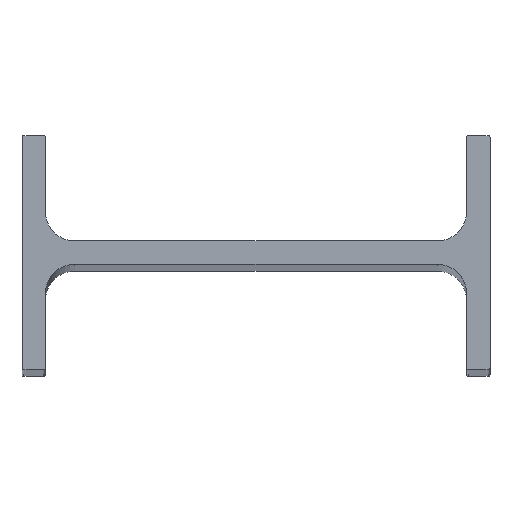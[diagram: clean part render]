
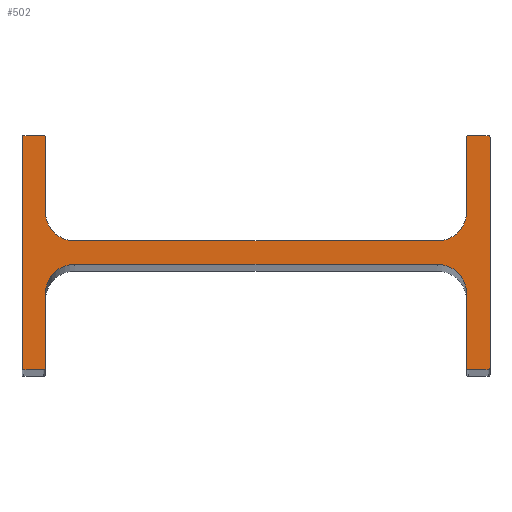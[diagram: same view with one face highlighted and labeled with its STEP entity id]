
A CAD part, top view. The second image highlights one B-rep face of the part: STEP entity #502.
In plain terms, the highlighted planar face has unit normal (0, 0, 1).
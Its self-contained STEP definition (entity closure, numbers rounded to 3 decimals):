
#28=PLANE('',#560);
#54=FACE_OUTER_BOUND('',#80,.T.);
#80=EDGE_LOOP('',(#441,#442,#443,#444,#445,#446,#447,#448,#449,#450,#451,
#452,#453,#454,#455,#456,#457,#458,#459,#460,#461,#462,#463,#464));
#83=LINE('',#723,#131);
#87=LINE('',#735,#135);
#91=LINE('',#747,#139);
#95=LINE('',#759,#143);
#99=LINE('',#771,#147);
#103=LINE('',#783,#151);
#107=LINE('',#795,#155);
#111=LINE('',#807,#159);
#115=LINE('',#819,#163);
#119=LINE('',#831,#167);
#123=LINE('',#843,#171);
#127=LINE('',#854,#175);
#131=VECTOR('',#573,10.);
#135=VECTOR('',#585,10.);
#139=VECTOR('',#597,10.);
#143=VECTOR('',#609,10.);
#147=VECTOR('',#621,10.);
#151=VECTOR('',#633,10.);
#155=VECTOR('',#645,10.);
#159=VECTOR('',#657,10.);
#163=VECTOR('',#669,10.);
#167=VECTOR('',#681,10.);
#171=VECTOR('',#693,10.);
#175=VECTOR('',#705,10.);
#177=CIRCLE('',#512,0.5);
#179=CIRCLE('',#516,0.5);
#181=CIRCLE('',#520,7.5);
#183=CIRCLE('',#524,7.5);
#185=CIRCLE('',#528,0.5);
#187=CIRCLE('',#532,0.5);
#189=CIRCLE('',#536,0.5);
#191=CIRCLE('',#540,0.5);
#193=CIRCLE('',#544,7.5);
#195=CIRCLE('',#548,7.5);
#197=CIRCLE('',#552,0.5);
#199=CIRCLE('',#556,0.5);
#201=VERTEX_POINT('',#713);
#202=VERTEX_POINT('',#714);
#205=VERTEX_POINT('',#722);
#207=VERTEX_POINT('',#728);
#209=VERTEX_POINT('',#734);
#211=VERTEX_POINT('',#740);
#213=VERTEX_POINT('',#746);
#215=VERTEX_POINT('',#752);
#217=VERTEX_POINT('',#758);
#219=VERTEX_POINT('',#764);
#221=VERTEX_POINT('',#770);
#223=VERTEX_POINT('',#776);
#225=VERTEX_POINT('',#782);
#227=VERTEX_POINT('',#788);
#229=VERTEX_POINT('',#794);
#231=VERTEX_POINT('',#800);
#233=VERTEX_POINT('',#806);
#235=VERTEX_POINT('',#812);
#237=VERTEX_POINT('',#818);
#239=VERTEX_POINT('',#824);
#241=VERTEX_POINT('',#830);
#243=VERTEX_POINT('',#836);
#245=VERTEX_POINT('',#842);
#247=VERTEX_POINT('',#848);
#249=EDGE_CURVE('',#201,#202,#177,.T.);
#253=EDGE_CURVE('',#202,#205,#83,.T.);
#256=EDGE_CURVE('',#205,#207,#179,.T.);
#259=EDGE_CURVE('',#207,#209,#87,.T.);
#262=EDGE_CURVE('',#209,#211,#181,.T.);
#265=EDGE_CURVE('',#211,#213,#91,.T.);
#268=EDGE_CURVE('',#213,#215,#183,.T.);
#271=EDGE_CURVE('',#215,#217,#95,.T.);
#274=EDGE_CURVE('',#217,#219,#185,.T.);
#277=EDGE_CURVE('',#219,#221,#99,.T.);
#280=EDGE_CURVE('',#221,#223,#187,.T.);
#283=EDGE_CURVE('',#223,#225,#103,.T.);
#286=EDGE_CURVE('',#225,#227,#189,.T.);
#289=EDGE_CURVE('',#227,#229,#107,.T.);
#292=EDGE_CURVE('',#229,#231,#191,.T.);
#295=EDGE_CURVE('',#231,#233,#111,.T.);
#298=EDGE_CURVE('',#233,#235,#193,.T.);
#301=EDGE_CURVE('',#235,#237,#115,.T.);
#304=EDGE_CURVE('',#237,#239,#195,.T.);
#307=EDGE_CURVE('',#239,#241,#119,.T.);
#310=EDGE_CURVE('',#241,#243,#197,.T.);
#313=EDGE_CURVE('',#243,#245,#123,.T.);
#316=EDGE_CURVE('',#245,#247,#199,.T.);
#319=EDGE_CURVE('',#247,#201,#127,.T.);
#441=ORIENTED_EDGE('',*,*,#286,.F.);
#442=ORIENTED_EDGE('',*,*,#283,.F.);
#443=ORIENTED_EDGE('',*,*,#280,.F.);
#444=ORIENTED_EDGE('',*,*,#277,.F.);
#445=ORIENTED_EDGE('',*,*,#274,.F.);
#446=ORIENTED_EDGE('',*,*,#271,.F.);
#447=ORIENTED_EDGE('',*,*,#268,.F.);
#448=ORIENTED_EDGE('',*,*,#265,.F.);
#449=ORIENTED_EDGE('',*,*,#262,.F.);
#450=ORIENTED_EDGE('',*,*,#259,.F.);
#451=ORIENTED_EDGE('',*,*,#256,.F.);
#452=ORIENTED_EDGE('',*,*,#253,.F.);
#453=ORIENTED_EDGE('',*,*,#249,.F.);
#454=ORIENTED_EDGE('',*,*,#319,.F.);
#455=ORIENTED_EDGE('',*,*,#316,.F.);
#456=ORIENTED_EDGE('',*,*,#313,.F.);
#457=ORIENTED_EDGE('',*,*,#310,.F.);
#458=ORIENTED_EDGE('',*,*,#307,.F.);
#459=ORIENTED_EDGE('',*,*,#304,.F.);
#460=ORIENTED_EDGE('',*,*,#301,.F.);
#461=ORIENTED_EDGE('',*,*,#298,.F.);
#462=ORIENTED_EDGE('',*,*,#295,.F.);
#463=ORIENTED_EDGE('',*,*,#292,.F.);
#464=ORIENTED_EDGE('',*,*,#289,.F.);
#502=ADVANCED_FACE('',(#54),#28,.T.);
#512=AXIS2_PLACEMENT_3D('',#715,#565,#566);
#516=AXIS2_PLACEMENT_3D('',#729,#578,#579);
#520=AXIS2_PLACEMENT_3D('',#741,#590,#591);
#524=AXIS2_PLACEMENT_3D('',#753,#602,#603);
#528=AXIS2_PLACEMENT_3D('',#765,#614,#615);
#532=AXIS2_PLACEMENT_3D('',#777,#626,#627);
#536=AXIS2_PLACEMENT_3D('',#789,#638,#639);
#540=AXIS2_PLACEMENT_3D('',#801,#650,#651);
#544=AXIS2_PLACEMENT_3D('',#813,#662,#663);
#548=AXIS2_PLACEMENT_3D('',#825,#674,#675);
#552=AXIS2_PLACEMENT_3D('',#837,#686,#687);
#556=AXIS2_PLACEMENT_3D('',#849,#698,#699);
#560=AXIS2_PLACEMENT_3D('',#857,#709,#710);
#565=DIRECTION('center_axis',(0.,0.,-1.));
#566=DIRECTION('ref_axis',(0.,-1.,0.));
#573=DIRECTION('',(-1.,0.,0.));
#578=DIRECTION('center_axis',(0.,0.,-1.));
#579=DIRECTION('ref_axis',(-1.,0.,0.));
#585=DIRECTION('',(0.,1.,0.));
#590=DIRECTION('center_axis',(0.,0.,1.));
#591=DIRECTION('ref_axis',(-1.,0.,0.));
#597=DIRECTION('',(-1.,0.,0.));
#602=DIRECTION('center_axis',(0.,0.,1.));
#603=DIRECTION('ref_axis',(0.,-1.,0.));
#609=DIRECTION('',(0.,-1.,0.));
#614=DIRECTION('center_axis',(0.,0.,-1.));
#615=DIRECTION('ref_axis',(0.,-1.,0.));
#621=DIRECTION('',(-1.,0.,0.));
#626=DIRECTION('center_axis',(0.,0.,-1.));
#627=DIRECTION('ref_axis',(-1.,0.,0.));
#633=DIRECTION('',(0.,1.,0.));
#638=DIRECTION('center_axis',(0.,0.,-1.));
#639=DIRECTION('ref_axis',(0.,1.,0.));
#645=DIRECTION('',(1.,0.,0.));
#650=DIRECTION('center_axis',(0.,0.,-1.));
#651=DIRECTION('ref_axis',(1.,0.,0.));
#657=DIRECTION('',(0.,-1.,0.));
#662=DIRECTION('center_axis',(0.,0.,1.));
#663=DIRECTION('ref_axis',(1.,0.,0.));
#669=DIRECTION('',(1.,0.,0.));
#674=DIRECTION('center_axis',(0.,0.,1.));
#675=DIRECTION('ref_axis',(0.,1.,0.));
#681=DIRECTION('',(0.,1.,0.));
#686=DIRECTION('center_axis',(0.,0.,-1.));
#687=DIRECTION('ref_axis',(0.,1.,0.));
#693=DIRECTION('',(1.,0.,0.));
#698=DIRECTION('center_axis',(0.,0.,-1.));
#699=DIRECTION('ref_axis',(1.,0.,0.));
#705=DIRECTION('',(0.,-1.,0.));
#709=DIRECTION('center_axis',(0.,0.,1.));
#710=DIRECTION('ref_axis',(1.,0.,0.));
#713=CARTESIAN_POINT('',(60.,-29.5,1000.));
#714=CARTESIAN_POINT('',(59.5,-30.,1000.));
#715=CARTESIAN_POINT('Origin',(59.5,-29.5,1000.));
#722=CARTESIAN_POINT('',(54.5,-30.,1000.));
#723=CARTESIAN_POINT('',(27.25,-30.,1000.));
#728=CARTESIAN_POINT('',(54.,-29.5,1000.));
#729=CARTESIAN_POINT('Origin',(54.5,-29.5,1000.));
#734=CARTESIAN_POINT('',(54.,-10.5,1000.));
#735=CARTESIAN_POINT('',(54.,-5.25,1000.));
#740=CARTESIAN_POINT('',(46.5,-3.,1000.));
#741=CARTESIAN_POINT('Origin',(46.5,-10.5,1000.));
#746=CARTESIAN_POINT('',(-46.5,-3.,1000.));
#747=CARTESIAN_POINT('',(-23.25,-3.,1000.));
#752=CARTESIAN_POINT('',(-54.,-10.5,1000.));
#753=CARTESIAN_POINT('Origin',(-46.5,-10.5,1000.));
#758=CARTESIAN_POINT('',(-54.,-29.5,1000.));
#759=CARTESIAN_POINT('',(-54.,-14.75,1000.));
#764=CARTESIAN_POINT('',(-54.5,-30.,1000.));
#765=CARTESIAN_POINT('Origin',(-54.5,-29.5,1000.));
#770=CARTESIAN_POINT('',(-59.5,-30.,1000.));
#771=CARTESIAN_POINT('',(-29.75,-30.,1000.));
#776=CARTESIAN_POINT('',(-60.,-29.5,1000.));
#777=CARTESIAN_POINT('Origin',(-59.5,-29.5,1000.));
#782=CARTESIAN_POINT('',(-60.,29.5,1000.));
#783=CARTESIAN_POINT('',(-60.,14.75,1000.));
#788=CARTESIAN_POINT('',(-59.5,30.,1000.));
#789=CARTESIAN_POINT('Origin',(-59.5,29.5,1000.));
#794=CARTESIAN_POINT('',(-54.5,30.,1000.));
#795=CARTESIAN_POINT('',(-27.25,30.,1000.));
#800=CARTESIAN_POINT('',(-54.,29.5,1000.));
#801=CARTESIAN_POINT('Origin',(-54.5,29.5,1000.));
#806=CARTESIAN_POINT('',(-54.,10.5,1000.));
#807=CARTESIAN_POINT('',(-54.,5.25,1000.));
#812=CARTESIAN_POINT('',(-46.5,3.,1000.));
#813=CARTESIAN_POINT('Origin',(-46.5,10.5,1000.));
#818=CARTESIAN_POINT('',(46.5,3.,1000.));
#819=CARTESIAN_POINT('',(23.25,3.,1000.));
#824=CARTESIAN_POINT('',(54.,10.5,1000.));
#825=CARTESIAN_POINT('Origin',(46.5,10.5,1000.));
#830=CARTESIAN_POINT('',(54.,29.5,1000.));
#831=CARTESIAN_POINT('',(54.,14.75,1000.));
#836=CARTESIAN_POINT('',(54.5,30.,1000.));
#837=CARTESIAN_POINT('Origin',(54.5,29.5,1000.));
#842=CARTESIAN_POINT('',(59.5,30.,1000.));
#843=CARTESIAN_POINT('',(29.75,30.,1000.));
#848=CARTESIAN_POINT('',(60.,29.5,1000.));
#849=CARTESIAN_POINT('Origin',(59.5,29.5,1000.));
#854=CARTESIAN_POINT('',(60.,-14.75,1000.));
#857=CARTESIAN_POINT('Origin',(0.,0.,1000.));
